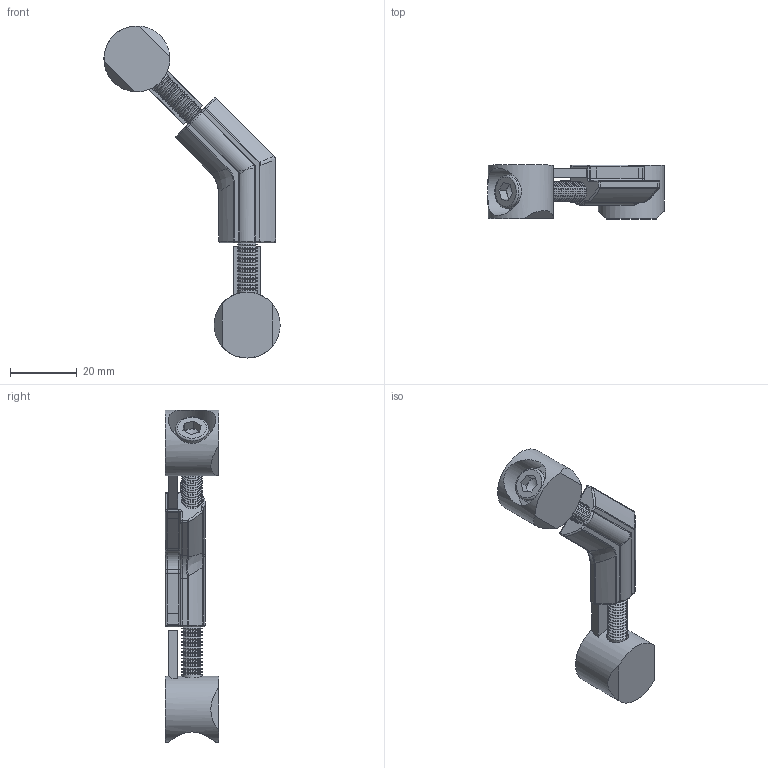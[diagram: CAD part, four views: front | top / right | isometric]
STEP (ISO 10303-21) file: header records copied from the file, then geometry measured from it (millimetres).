
FILE_DESCRIPTION((''),'2;1');
FILE_NAME('AR3575.stp','2016-08-05T12:44:37',('Envy'),(''),'Autodesk Inventor 2013','Autodesk Inventor 2013','');
FILE_SCHEMA(('AUTOMOTIVE_DESIGN { 1 0 10303 214 1 1 1 1 }'));
Length unit declared in the file: millimetre
Products named in the file (6): AR3575 Łącznik 135 stopni; AR3575 I; AR3575 II; AR3575 III; AR3575 IV; AR3575 V
Assembly tree (5 placements, depth 2):
  AR3575 Łącznik 135 stopni
    AR3575 I
    AR3575 II
    AR3575 III
    AR3575 IV
    AR3575 V
Bounding box: 52.69 x 16 x 99.34 mm (x, y, z)
Volume: 14584.3 mm3; surface area: 10178 mm2
Topology: 5 solids, 5 shells, 356 faces, 916 edges, 563 vertices
Faces by surface type: cylinder 114, cone 106, plane 76, torus 30, sphere 16, bspline 14
Full cylindrical faces by diameter (mm): 5 x2, 6 x50, 6.6 x2, 10 x2, 14.2 x2, 19.7 x2
Entity records: 8993 total; most frequent: CARTESIAN_POINT 1777, DIRECTION 1619, ORIENTED_EDGE 1160, AXIS2_PLACEMENT_3D 710, EDGE_CURVE 580, EDGE_LOOP 536, VERTEX_POINT 410, FACE_OUTER_BOUND 356
